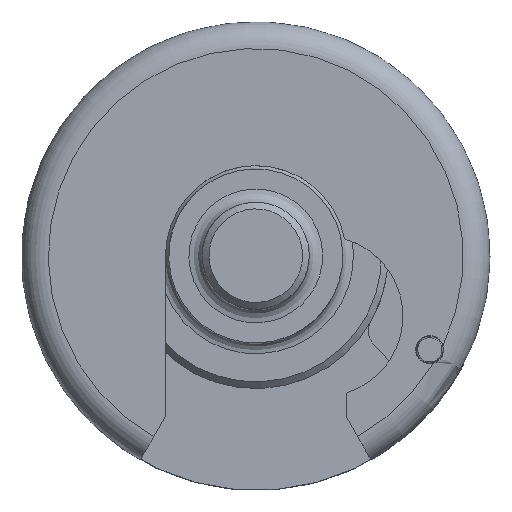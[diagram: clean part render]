
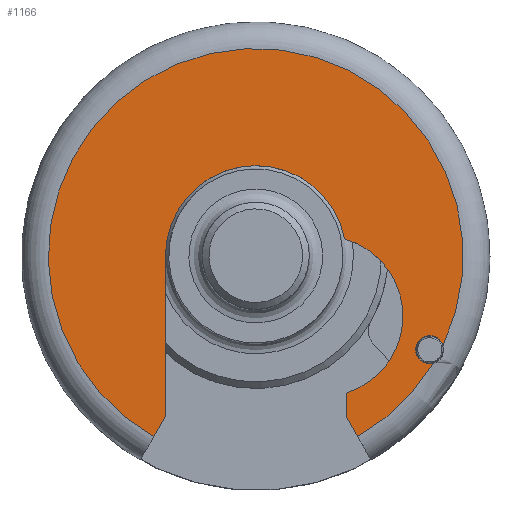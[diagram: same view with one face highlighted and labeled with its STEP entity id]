
A CAD part, top view. The second image highlights one B-rep face of the part: STEP entity #1166.
In plain terms, the highlighted planar face has unit normal (0, 0, 1).
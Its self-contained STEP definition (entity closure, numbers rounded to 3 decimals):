
#955=CARTESIAN_POINT('',(13.995,-6.663,7.5));
#956=VERTEX_POINT('',#955);
#957=CARTESIAN_POINT('',(13.266,-8.016,7.5));
#958=VERTEX_POINT('',#957);
#976=CARTESIAN_POINT('',(13.0,-7.,7.5));
#977=DIRECTION('',(0.0,0.0,-1.0));
#978=DIRECTION('',(1.0,0.0,0.0));
#979=AXIS2_PLACEMENT_3D('',#976,#977,#978);
#980=CIRCLE('',#979,1.05);
#981=EDGE_CURVE('',#958,#956,#980,.T.);
#1003=CARTESIAN_POINT('',(7.616,-13.5,7.5));
#1004=VERTEX_POINT('',#1003);
#1005=CARTESIAN_POINT('',(0.0,0.0,7.5));
#1006=DIRECTION('',(0.0,0.0,-1.0));
#1007=DIRECTION('',(0.0,1.0,0.0));
#1008=AXIS2_PLACEMENT_3D('',#1005,#1006,#1007);
#1009=CIRCLE('',#1008,15.5);
#1010=EDGE_CURVE('',#958,#1004,#1009,.T.);
#1026=CARTESIAN_POINT('',(-7.616,-13.5,7.5));
#1027=VERTEX_POINT('',#1026);
#1041=CARTESIAN_POINT('',(0.0,0.0,7.5));
#1042=DIRECTION('',(0.0,0.0,-1.0));
#1043=DIRECTION('',(0.0,1.0,0.0));
#1044=AXIS2_PLACEMENT_3D('',#1041,#1042,#1043);
#1045=CIRCLE('',#1044,15.5);
#1046=EDGE_CURVE('',#1027,#956,#1045,.T.);
#1058=CARTESIAN_POINT('',(6.629,1.275,7.5));
#1059=VERTEX_POINT('',#1058);
#1075=CARTESIAN_POINT('',(6.75,-10.239,7.5));
#1076=VERTEX_POINT('',#1075);
#1083=CARTESIAN_POINT('',(5.,-4.5,7.5));
#1084=DIRECTION('',(0.0,0.0,-1.0));
#1085=DIRECTION('',(-1.0,0.0,0.0));
#1086=AXIS2_PLACEMENT_3D('',#1083,#1084,#1085);
#1087=CIRCLE('',#1086,6.);
#1088=EDGE_CURVE('',#1059,#1076,#1087,.T.);
#1099=CARTESIAN_POINT('',(-6.75,0.,7.5));
#1100=VERTEX_POINT('',#1099);
#1101=CARTESIAN_POINT('',(0.,0.,7.5));
#1102=DIRECTION('',(0.0,0.0,-1.0));
#1103=DIRECTION('',(1.0,0.0,0.0));
#1104=AXIS2_PLACEMENT_3D('',#1101,#1102,#1103);
#1105=CIRCLE('',#1104,6.75);
#1106=EDGE_CURVE('',#1100,#1059,#1105,.T.);
#1126=CARTESIAN_POINT('',(0.0,0.0,7.5));
#1127=DIRECTION('',(0.0,0.0,-1.0));
#1128=DIRECTION('',(-1.0,0.0,0.0));
#1129=AXIS2_PLACEMENT_3D('',#1126,#1127,#1128);
#1130=PLANE('',#1129);
#1131=ORIENTED_EDGE('',*,*,#981,.T.);
#1132=ORIENTED_EDGE('',*,*,#1046,.F.);
#1133=CARTESIAN_POINT('',(-6.75,-12.,7.5));
#1134=VERTEX_POINT('',#1133);
#1135=CARTESIAN_POINT('',(-7.616,-13.5,7.5));
#1136=DIRECTION('',(0.5,0.866,0.0));
#1137=VECTOR('',#1136,1.732);
#1138=LINE('',#1135,#1137);
#1139=EDGE_CURVE('',#1027,#1134,#1138,.T.);
#1140=ORIENTED_EDGE('',*,*,#1139,.T.);
#1141=CARTESIAN_POINT('',(-6.75,-12.,7.5));
#1142=DIRECTION('',(0.0,1.0,0.0));
#1143=VECTOR('',#1142,12.);
#1144=LINE('',#1141,#1143);
#1145=EDGE_CURVE('',#1134,#1100,#1144,.T.);
#1146=ORIENTED_EDGE('',*,*,#1145,.T.);
#1147=ORIENTED_EDGE('',*,*,#1106,.T.);
#1148=ORIENTED_EDGE('',*,*,#1088,.T.);
#1149=CARTESIAN_POINT('',(6.75,-12.,7.5));
#1150=VERTEX_POINT('',#1149);
#1151=CARTESIAN_POINT('',(6.75,-10.239,7.5));
#1152=DIRECTION('',(0.0,-1.0,0.0));
#1153=VECTOR('',#1152,1.761);
#1154=LINE('',#1151,#1153);
#1155=EDGE_CURVE('',#1076,#1150,#1154,.T.);
#1156=ORIENTED_EDGE('',*,*,#1155,.T.);
#1157=CARTESIAN_POINT('',(6.75,-12.,7.5));
#1158=DIRECTION('',(0.5,-0.866,0.0));
#1159=VECTOR('',#1158,1.732);
#1160=LINE('',#1157,#1159);
#1161=EDGE_CURVE('',#1150,#1004,#1160,.T.);
#1162=ORIENTED_EDGE('',*,*,#1161,.T.);
#1163=ORIENTED_EDGE('',*,*,#1010,.F.);
#1164=EDGE_LOOP('',(#1131,#1132,#1140,#1146,#1147,#1148,#1156,#1162,#1163));
#1165=FACE_OUTER_BOUND('',#1164,.T.);
#1166=ADVANCED_FACE('',(#1165),#1130,.F.);
